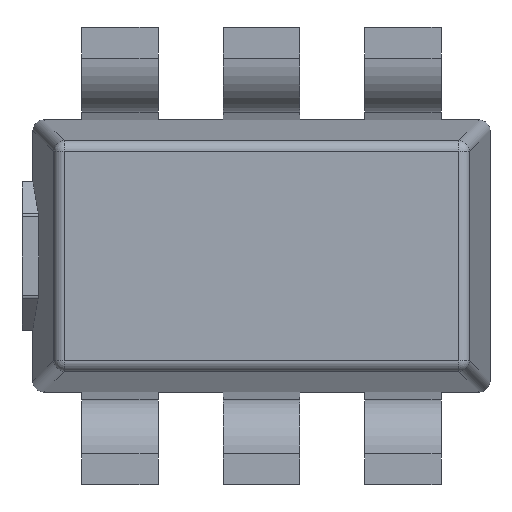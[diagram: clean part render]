
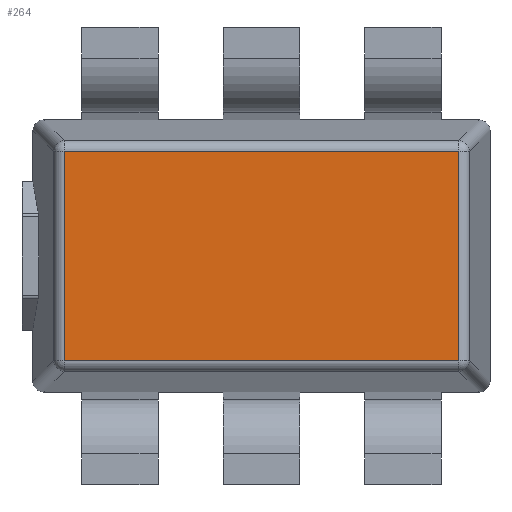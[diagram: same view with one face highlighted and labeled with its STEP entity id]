
A CAD part, front view. The second image highlights one B-rep face of the part: STEP entity #264.
In plain terms, the highlighted face is planar.
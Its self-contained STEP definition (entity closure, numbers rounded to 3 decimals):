
#264=ADVANCED_FACE('NONE',(#265),#299,.F.);
#265=FACE_BOUND('NONE',#266,.T.);
#266=EDGE_LOOP('',(#267,#277,#285,#293));
#267=ORIENTED_EDGE('',*,*,#268,.T.);
#268=EDGE_CURVE('NONE',#269,#271,#273,.T.);
#269=VERTEX_POINT('NONE',#270);
#270=CARTESIAN_POINT('',(0.144,0.58,-1.106));
#271=VERTEX_POINT('NONE',#272);
#272=CARTESIAN_POINT('',(0.144,0.58,-0.144));
#273=LINE('',#274,#275);
#274=CARTESIAN_POINT('',(0.144,0.58,0.0));
#275=VECTOR('',#276,1.0);
#276=DIRECTION('',(0.0,0.0,1.0));
#277=ORIENTED_EDGE('',*,*,#278,.T.);
#278=EDGE_CURVE('NONE',#271,#279,#281,.T.);
#279=VERTEX_POINT('NONE',#280);
#280=CARTESIAN_POINT('',(1.956,0.58,-0.144));
#281=LINE('',#282,#283);
#282=CARTESIAN_POINT('',(0.0,0.58,-0.144));
#283=VECTOR('',#284,1.0);
#284=DIRECTION('',(1.0,0.0,0.0));
#285=ORIENTED_EDGE('',*,*,#286,.T.);
#286=EDGE_CURVE('NONE',#279,#287,#289,.T.);
#287=VERTEX_POINT('NONE',#288);
#288=CARTESIAN_POINT('',(1.956,0.58,-1.106));
#289=LINE('',#290,#291);
#290=CARTESIAN_POINT('',(1.956,0.58,0.0));
#291=VECTOR('',#292,1.0);
#292=DIRECTION('',(0.0,0.0,-1.0));
#293=ORIENTED_EDGE('',*,*,#294,.T.);
#294=EDGE_CURVE('NONE',#287,#269,#295,.T.);
#295=LINE('',#296,#297);
#296=CARTESIAN_POINT('',(0.0,0.58,-1.106));
#297=VECTOR('',#298,1.0);
#298=DIRECTION('',(-1.0,0.0,0.0));
#299=PLANE('',#300);
#300=AXIS2_PLACEMENT_3D('',#301,#302,#303);
#301=CARTESIAN_POINT('',(0.0,0.58,0.0));
#302=DIRECTION('',(0.0,-1.0,0.0));
#303=DIRECTION('',(0.0,0.0,-1.0));
